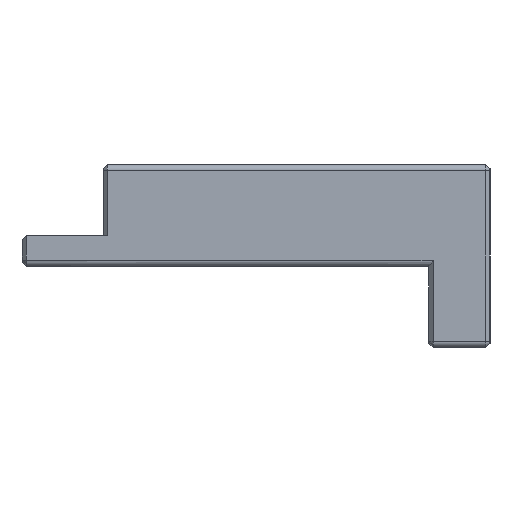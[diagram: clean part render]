
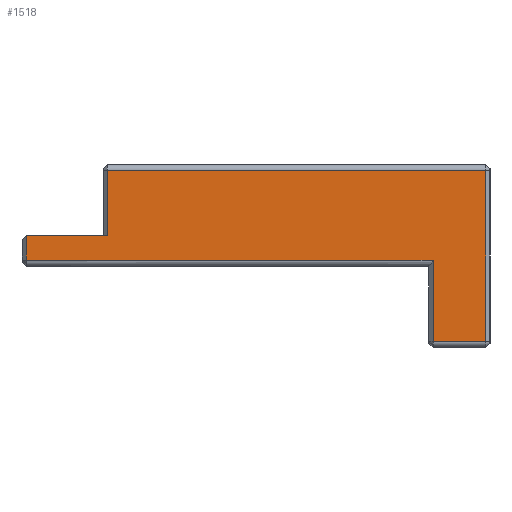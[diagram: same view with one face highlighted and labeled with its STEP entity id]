
A CAD part, left-side view. The second image highlights one B-rep face of the part: STEP entity #1518.
In plain terms, the highlighted planar face has unit normal (-1, 0, 0).
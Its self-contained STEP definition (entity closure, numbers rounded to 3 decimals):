
#8 = VERTEX_POINT ( 'NONE', #88 ) ;
#29 = CARTESIAN_POINT ( 'NONE',  ( -83.75, -12.8, 4.7 ) ) ;
#86 = VECTOR ( 'NONE', #878, 1000. ) ;
#87 = CARTESIAN_POINT ( 'NONE',  ( -83.75, -10., 5. ) ) ;
#88 = CARTESIAN_POINT ( 'NONE',  ( -83.75, -10.2, 0.3 ) ) ;
#91 = CARTESIAN_POINT ( 'NONE',  ( -83.75, -10., 0.3 ) ) ;
#133 = LINE ( 'NONE', #1218, #1233 ) ;
#139 = VECTOR ( 'NONE', #1723, 1000. ) ;
#215 = VERTEX_POINT ( 'NONE', #1693 ) ;
#255 = DIRECTION ( 'NONE',  ( 1., 0., 0. ) ) ;
#271 = CARTESIAN_POINT ( 'NONE',  ( -83.75, 9.8, 5. ) ) ;
#273 = FACE_OUTER_BOUND ( 'NONE', #1694, .T. ) ;
#286 = ORIENTED_EDGE ( 'NONE', *, *, #1716, .T. ) ;
#287 = VERTEX_POINT ( 'NONE', #1817 ) ;
#317 = CARTESIAN_POINT ( 'NONE',  ( -83.75, -12.8, -3.7 ) ) ;
#475 = DIRECTION ( 'NONE',  ( 0., 0., 1. ) ) ;
#480 = CARTESIAN_POINT ( 'NONE',  ( -83.75, -10.2, -3.7 ) ) ;
#505 = VERTEX_POINT ( 'NONE', #1156 ) ;
#578 = ORIENTED_EDGE ( 'NONE', *, *, #1029, .T. ) ;
#605 = CARTESIAN_POINT ( 'NONE',  ( -83.75, -13., -3.7 ) ) ;
#617 = DIRECTION ( 'NONE',  ( 0., 0., -1. ) ) ;
#634 = DIRECTION ( 'NONE',  ( 0., 1., 0. ) ) ;
#645 = LINE ( 'NONE', #967, #139 ) ;
#646 = EDGE_CURVE ( 'NONE', #1038, #505, #133, .T. ) ;
#672 = ORIENTED_EDGE ( 'NONE', *, *, #1182, .F. ) ;
#792 = LINE ( 'NONE', #480, #1855 ) ;
#822 = VECTOR ( 'NONE', #1511, 1000. ) ;
#835 = LINE ( 'NONE', #1144, #1365 ) ;
#849 = DIRECTION ( 'NONE',  ( 0., 0., -1. ) ) ;
#878 = DIRECTION ( 'NONE',  ( 0., -1., 0. ) ) ;
#890 = PLANE ( 'NONE',  #1331 ) ;
#911 = CARTESIAN_POINT ( 'NONE',  ( -83.75, 5.8, 1.5 ) ) ;
#914 = ORIENTED_EDGE ( 'NONE', *, *, #1001, .T. ) ;
#924 = EDGE_CURVE ( 'NONE', #287, #1677, #1852, .T. ) ;
#967 = CARTESIAN_POINT ( 'NONE',  ( -83.75, 5.8, 5. ) ) ;
#1001 = EDGE_CURVE ( 'NONE', #1665, #1038, #1713, .T. ) ;
#1029 = EDGE_CURVE ( 'NONE', #505, #1269, #645, .T. ) ;
#1038 = VERTEX_POINT ( 'NONE', #1554 ) ;
#1076 = VECTOR ( 'NONE', #475, 1000. ) ;
#1144 = CARTESIAN_POINT ( 'NONE',  ( -83.75, 10., 1.5 ) ) ;
#1156 = CARTESIAN_POINT ( 'NONE',  ( -83.75, 5.8, 4.7 ) ) ;
#1182 = EDGE_CURVE ( 'NONE', #287, #1269, #835, .T. ) ;
#1187 = LINE ( 'NONE', #91, #86 ) ;
#1218 = CARTESIAN_POINT ( 'NONE',  ( -83.75, 6., 4.7 ) ) ;
#1233 = VECTOR ( 'NONE', #634, 1000. ) ;
#1252 = EDGE_CURVE ( 'NONE', #8, #215, #792, .T. ) ;
#1269 = VERTEX_POINT ( 'NONE', #911 ) ;
#1331 = AXIS2_PLACEMENT_3D ( 'NONE', #87, #255, #849 ) ;
#1365 = VECTOR ( 'NONE', #1920, 1000. ) ;
#1511 = DIRECTION ( 'NONE',  ( 0., -1., 0. ) ) ;
#1518 = ADVANCED_FACE ( 'NONE', ( #273 ), #890, .F. ) ;
#1526 = ORIENTED_EDGE ( 'NONE', *, *, #1933, .T. ) ;
#1544 = LINE ( 'NONE', #605, #822 ) ;
#1551 = ORIENTED_EDGE ( 'NONE', *, *, #1252, .T. ) ;
#1554 = CARTESIAN_POINT ( 'NONE',  ( -83.75, -12.8, 4.7 ) ) ;
#1620 = ORIENTED_EDGE ( 'NONE', *, *, #924, .T. ) ;
#1665 = VERTEX_POINT ( 'NONE', #317 ) ;
#1677 = VERTEX_POINT ( 'NONE', #1833 ) ;
#1693 = CARTESIAN_POINT ( 'NONE',  ( -83.75, -10.2, -3.7 ) ) ;
#1694 = EDGE_LOOP ( 'NONE', ( #672, #1620, #1526, #1551, #286, #914, #1845, #578 ) ) ;
#1713 = LINE ( 'NONE', #29, #1076 ) ;
#1716 = EDGE_CURVE ( 'NONE', #215, #1665, #1544, .T. ) ;
#1723 = DIRECTION ( 'NONE',  ( 0., 0., -1. ) ) ;
#1817 = CARTESIAN_POINT ( 'NONE',  ( -83.75, 9.8, 1.5 ) ) ;
#1822 = DIRECTION ( 'NONE',  ( 0., 0., -1. ) ) ;
#1833 = CARTESIAN_POINT ( 'NONE',  ( -83.75, 9.8, 0.3 ) ) ;
#1845 = ORIENTED_EDGE ( 'NONE', *, *, #646, .T. ) ;
#1852 = LINE ( 'NONE', #271, #1919 ) ;
#1855 = VECTOR ( 'NONE', #617, 1000. ) ;
#1919 = VECTOR ( 'NONE', #1822, 1000. ) ;
#1920 = DIRECTION ( 'NONE',  ( 0., -1., 0. ) ) ;
#1933 = EDGE_CURVE ( 'NONE', #1677, #8, #1187, .T. ) ;
